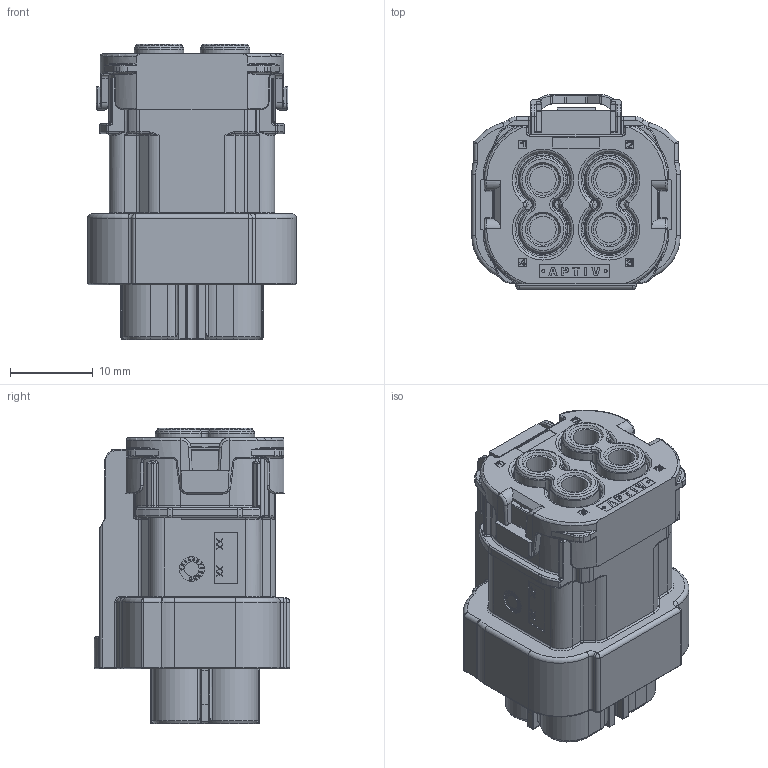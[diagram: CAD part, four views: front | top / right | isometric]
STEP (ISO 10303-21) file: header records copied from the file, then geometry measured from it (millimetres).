
FILE_DESCRIPTION(/* description */ (''),/* implementation_level */ '2;1');
FILE_NAME(/* name */ '35709356-CODE C.stp',/* time_stamp */ '2023-07-25T08:47:45+08:00',/* author */ (''),/* organization */ (''),/* preprocessor_version */ 'ST-DEVELOPER v16',/* originating_system */ 'SIEMENS PLM Software NX 11.0',/* authorisation */ '');
FILE_SCHEMA (('AUTOMOTIVE_DESIGN { 1 0 10303 214 3 1 1 1 }'));
Products named in the file (1): 35709356-CODE C
Bounding box: 25.24 x 23.63 x 35.7 mm (x, y, z)
Volume: 10193.7 mm3; surface area: 7431.5 mm2
Topology: 1 solids, 16 shells, 2900 faces, 7353 edges, 4465 vertices
Faces by surface type: plane 1183, cylinder 852, torus 386, bspline 182, cone 146, extrusion 89, sphere 62
Full cylindrical faces by diameter (mm): 0.373 x4, 1.75 x1, 3 x1, 3.2 x4
Entity records: 115552 total; most frequent: CARTESIAN_POINT 27449, ORIENTED_EDGE 14466, DIRECTION 13807, EDGE_CURVE 7233, AXIS2_PLACEMENT_3D 5027, VERTEX_POINT 4452, VECTOR 3753, LINE 3664
